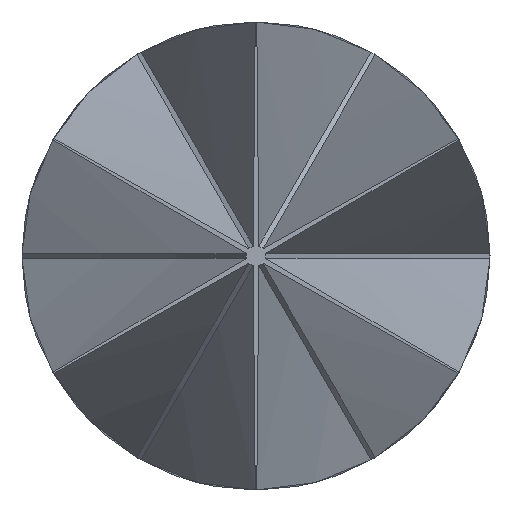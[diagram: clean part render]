
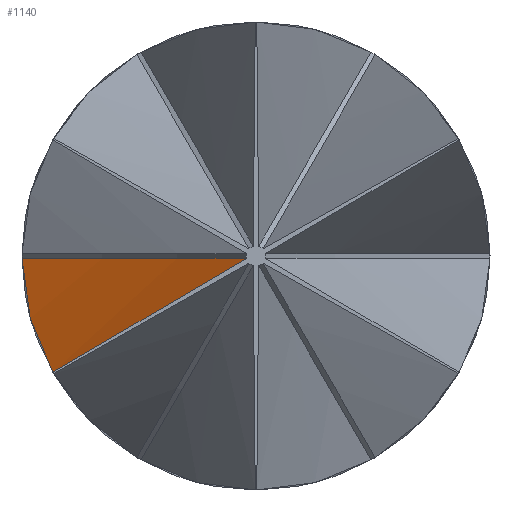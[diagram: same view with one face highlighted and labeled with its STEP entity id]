
A CAD part, left-side view. The second image highlights one B-rep face of the part: STEP entity #1140.
In plain terms, the highlighted conical face has half-angle 56.5 degrees and reference radius 5.715 mm.
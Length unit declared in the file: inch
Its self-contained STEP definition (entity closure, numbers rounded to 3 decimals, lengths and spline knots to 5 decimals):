
#32 = DIRECTION ( 'NONE',  ( -1., 0., 0. ) ) ;
#65 = CARTESIAN_POINT ( 'NONE',  ( -0.261, 0.0235, -0.00025 ) ) ;
#102 = EDGE_CURVE ( 'NONE', #794, #1486, #702, .T. ) ;
#112 = CARTESIAN_POINT ( 'NONE',  ( -0.45504, 0.31479, -0.08299 ) ) ;
#114 = CIRCLE ( 'NONE', #217, 0.35 ) ;
#152 = CARTESIAN_POINT ( 'NONE',  ( -0.3, 0.02039, -0.01168 ) ) ;
#196 = CARTESIAN_POINT ( 'NONE',  ( -0.3, 0.01392, -0.00789 ) ) ;
#217 = AXIS2_PLACEMENT_3D ( 'NONE', #1181, #842, #32 ) ;
#275 = CARTESIAN_POINT ( 'NONE',  ( -0.3, 0.02039, -0.01168 ) ) ;
#300 = EDGE_LOOP ( 'NONE', ( #807, #753, #999 ) ) ;
#336 = AXIS2_PLACEMENT_3D ( 'NONE', #112, #1383, #707 ) ;
#432 = EDGE_CURVE ( 'NONE', #794, #1015, #114, .T. ) ;
#435 = CARTESIAN_POINT ( 'NONE',  ( -0.3, 0.001, -0.00025 ) ) ;
#702 = B_SPLINE_CURVE_WITH_KNOTS ( 'NONE', 3,
 ( #728, #1092, #1192, #275 ),
 .UNSPECIFIED., .F., .F.,
 ( 4, 4 ),
 ( 0.00017, 0.0012 ),
 .UNSPECIFIED. ) ;
#707 = DIRECTION ( 'NONE',  ( 1., 0., 0. ) ) ;
#728 = CARTESIAN_POINT ( 'NONE',  ( -0.261, 0.0235, -0.00025 ) ) ;
#753 = ORIENTED_EDGE ( 'NONE', *, *, #432, .F. ) ;
#794 = VERTEX_POINT ( 'NONE', #65 ) ;
#807 = ORIENTED_EDGE ( 'NONE', *, *, #1433, .T. ) ;
#842 = DIRECTION ( 'NONE',  ( 0., 0., -1. ) ) ;
#913 = CONICAL_SURFACE ( 'NONE', #336, 0.225, 0.986 ) ;
#988 = CARTESIAN_POINT ( 'NONE',  ( -0.3, 0.02039, -0.01168 ) ) ;
#999 = ORIENTED_EDGE ( 'NONE', *, *, #102, .T. ) ;
#1015 = VERTEX_POINT ( 'NONE', #435 ) ;
#1092 = CARTESIAN_POINT ( 'NONE',  ( -0.27382, 0.02345, -0.00492 ) ) ;
#1140 = ADVANCED_FACE ( 'NONE', ( #1422 ), #913, .F. ) ;
#1181 = CARTESIAN_POINT ( 'NONE',  ( -0.45504, 0.31479, -0.00025 ) ) ;
#1192 = CARTESIAN_POINT ( 'NONE',  ( -0.28682, 0.02213, -0.00864 ) ) ;
#1215 = CARTESIAN_POINT ( 'NONE',  ( -0.3, 0.001, -0.00025 ) ) ;
#1336 = B_SPLINE_CURVE_WITH_KNOTS ( 'NONE', 3,
 ( #988, #196, #1349, #1215 ),
 .UNSPECIFIED., .F., .F.,
 ( 4, 4 ),
 ( 0.00226, 0.00283 ),
 .UNSPECIFIED. ) ;
#1349 = CARTESIAN_POINT ( 'NONE',  ( -0.3, 0.00745, -0.00408 ) ) ;
#1383 = DIRECTION ( 'NONE',  ( 0., 0., 1. ) ) ;
#1422 = FACE_OUTER_BOUND ( 'NONE', #300, .T. ) ;
#1433 = EDGE_CURVE ( 'NONE', #1486, #1015, #1336, .T. ) ;
#1486 = VERTEX_POINT ( 'NONE', #152 ) ;
